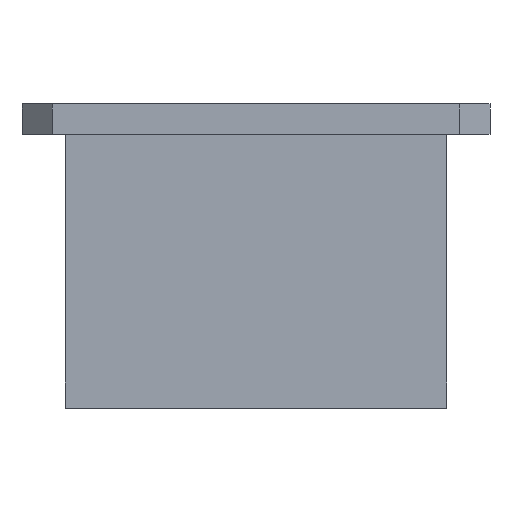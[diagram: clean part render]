
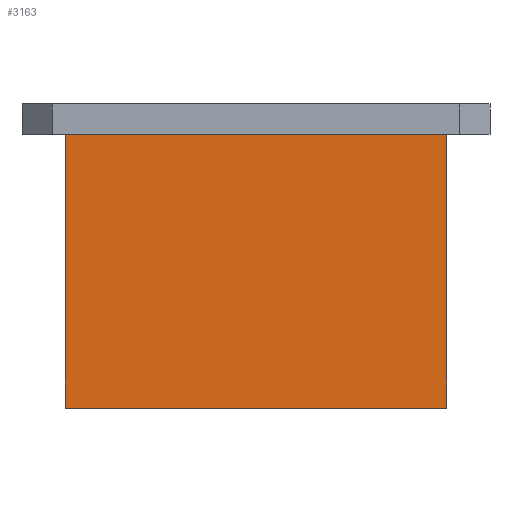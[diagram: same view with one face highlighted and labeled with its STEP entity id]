
A CAD part, front view. The second image highlights one B-rep face of the part: STEP entity #3163.
In plain terms, the highlighted planar face has unit normal (0, -1, 0).
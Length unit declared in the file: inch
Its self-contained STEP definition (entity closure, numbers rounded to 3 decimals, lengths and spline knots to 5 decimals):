
#145 = DIRECTION ( 'NONE',  ( 0., 0., -1. ) ) ;
#465 = CARTESIAN_POINT ( 'NONE',  ( 0., -0.795, -0.25 ) ) ;
#635 = VECTOR ( 'NONE', #2976, 39.37008 ) ;
#893 = VECTOR ( 'NONE', #145, 39.37008 ) ;
#1136 = ORIENTED_EDGE ( 'NONE', *, *, #2940, .F. ) ;
#1810 = ORIENTED_EDGE ( 'NONE', *, *, #3501, .T. ) ;
#1817 = CARTESIAN_POINT ( 'NONE',  ( 1.5665, -0.795, -2.5 ) ) ;
#1913 = ORIENTED_EDGE ( 'NONE', *, *, #3909, .F. ) ;
#1956 = ORIENTED_EDGE ( 'NONE', *, *, #4788, .F. ) ;
#1965 = EDGE_LOOP ( 'NONE', ( #1956, #1810, #1913, #1136 ) ) ;
#2003 = LINE ( 'NONE', #4710, #635 ) ;
#2090 = VERTEX_POINT ( 'NONE', #2181 ) ;
#2146 = CARTESIAN_POINT ( 'NONE',  ( -1.5665, -0.795, -2.5 ) ) ;
#2181 = CARTESIAN_POINT ( 'NONE',  ( -1.5665, -0.795, -0.25 ) ) ;
#2227 = AXIS2_PLACEMENT_3D ( 'NONE', #3819, #2510, #3846 ) ;
#2413 = CARTESIAN_POINT ( 'NONE',  ( -1.5665, -0.795, 0. ) ) ;
#2510 = DIRECTION ( 'NONE',  ( 0., 1., 0. ) ) ;
#2915 = PLANE ( 'NONE',  #2227 ) ;
#2940 = EDGE_CURVE ( 'NONE', #5498, #3255, #2003, .T. ) ;
#2976 = DIRECTION ( 'NONE',  ( 0., 0., -1. ) ) ;
#3130 = LINE ( 'NONE', #3528, #4246 ) ;
#3163 = ADVANCED_FACE ( 'NONE', ( #4679 ), #2915, .F. ) ;
#3255 = VERTEX_POINT ( 'NONE', #1817 ) ;
#3501 = EDGE_CURVE ( 'NONE', #2090, #4164, #3695, .T. ) ;
#3528 = CARTESIAN_POINT ( 'NONE',  ( 4.88629, -0.795, -2.5 ) ) ;
#3695 = LINE ( 'NONE', #2413, #893 ) ;
#3819 = CARTESIAN_POINT ( 'NONE',  ( 4.88629, -0.795, 0. ) ) ;
#3846 = DIRECTION ( 'NONE',  ( 0., 0., -1. ) ) ;
#3909 = EDGE_CURVE ( 'NONE', #3255, #4164, #3130, .T. ) ;
#4011 = DIRECTION ( 'NONE',  ( -1., 0., 0. ) ) ;
#4021 = DIRECTION ( 'NONE',  ( 1., 0., 0. ) ) ;
#4164 = VERTEX_POINT ( 'NONE', #2146 ) ;
#4246 = VECTOR ( 'NONE', #4011, 39.37008 ) ;
#4344 = VECTOR ( 'NONE', #4021, 39.37008 ) ;
#4457 = LINE ( 'NONE', #465, #4344 ) ;
#4679 = FACE_OUTER_BOUND ( 'NONE', #1965, .T. ) ;
#4710 = CARTESIAN_POINT ( 'NONE',  ( 1.5665, -0.795, 0. ) ) ;
#4788 = EDGE_CURVE ( 'NONE', #2090, #5498, #4457, .T. ) ;
#5454 = CARTESIAN_POINT ( 'NONE',  ( 1.5665, -0.795, -0.25 ) ) ;
#5498 = VERTEX_POINT ( 'NONE', #5454 ) ;
